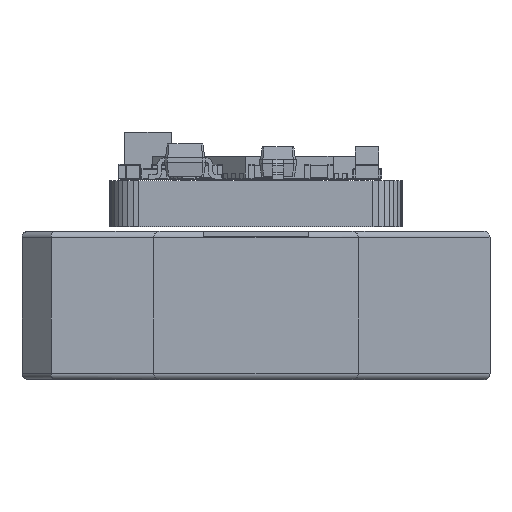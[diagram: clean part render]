
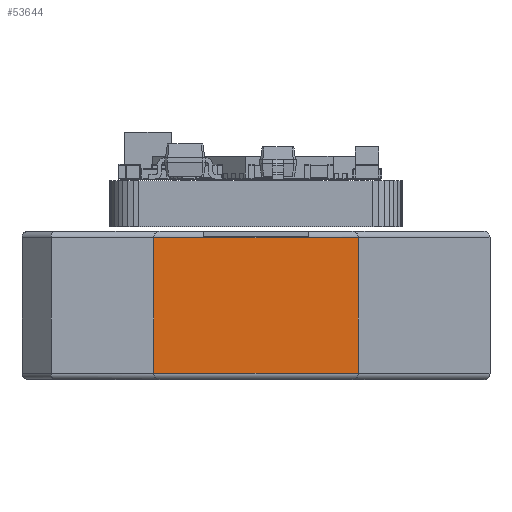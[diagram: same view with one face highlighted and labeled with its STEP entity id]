
A CAD part, front view. The second image highlights one B-rep face of the part: STEP entity #53644.
In plain terms, the highlighted face is planar.
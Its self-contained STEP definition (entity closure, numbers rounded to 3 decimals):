
#48506 = CYLINDRICAL_SURFACE('',#48507,0.22);
#48507 = AXIS2_PLACEMENT_3D('',#48508,#48509,#48510);
#48508 = CARTESIAN_POINT('',(-13.98,3.5,0.32));
#48509 = DIRECTION('',(0.,-1.,0.));
#48510 = DIRECTION('',(0.,0.,-1.));
#49249 = PLANE('',#49250);
#49250 = AXIS2_PLACEMENT_3D('',#49251,#49252,#49253);
#49251 = CARTESIAN_POINT('',(-14.2,-3.5,0.1));
#49252 = DIRECTION('',(0.,1.,0.));
#49253 = DIRECTION('',(1.,0.,0.));
#50859 = CYLINDRICAL_SURFACE('',#50860,0.22);
#50860 = AXIS2_PLACEMENT_3D('',#50861,#50862,#50863);
#50861 = CARTESIAN_POINT('',(-13.98,3.5,4.96));
#50862 = DIRECTION('',(0.,-1.,0.));
#50863 = DIRECTION('',(0.,0.,1.));
#51752 = VERTEX_POINT('',#51753);
#51753 = CARTESIAN_POINT('',(-14.2,3.5,0.32));
#51833 = PLANE('',#51834);
#51834 = AXIS2_PLACEMENT_3D('',#51835,#51836,#51837);
#51835 = CARTESIAN_POINT('',(14.2,3.5,0.1));
#51836 = DIRECTION('',(0.,-1.,0.));
#51837 = DIRECTION('',(-1.,0.,0.));
#51939 = VERTEX_POINT('',#51940);
#51940 = CARTESIAN_POINT('',(-14.2,-3.5,0.32));
#52006 = EDGE_CURVE('',#51752,#51939,#52007,.T.);
#52007 = SURFACE_CURVE('',#52008,(#52012,#52019),.PCURVE_S1.);
#52008 = LINE('',#52009,#52010);
#52009 = CARTESIAN_POINT('',(-14.2,3.5,0.32));
#52010 = VECTOR('',#52011,1.);
#52011 = DIRECTION('',(0.,-1.,0.));
#52012 = PCURVE('',#48506,#52013);
#52013 = DEFINITIONAL_REPRESENTATION('',(#52014),#52018);
#52014 = LINE('',#52015,#52016);
#52015 = CARTESIAN_POINT('',(4.712,0.));
#52016 = VECTOR('',#52017,1.);
#52017 = DIRECTION('',(0.,1.));
#52018 = ( GEOMETRIC_REPRESENTATION_CONTEXT(2) 
PARAMETRIC_REPRESENTATION_CONTEXT() REPRESENTATION_CONTEXT('2D SPACE',''
  ) );
#52019 = PCURVE('',#52020,#52025);
#52020 = PLANE('',#52021);
#52021 = AXIS2_PLACEMENT_3D('',#52022,#52023,#52024);
#52022 = CARTESIAN_POINT('',(-14.2,3.5,0.1));
#52023 = DIRECTION('',(1.,0.,0.));
#52024 = DIRECTION('',(0.,-1.,0.));
#52025 = DEFINITIONAL_REPRESENTATION('',(#52026),#52030);
#52026 = LINE('',#52027,#52028);
#52027 = CARTESIAN_POINT('',(0.,-0.22));
#52028 = VECTOR('',#52029,1.);
#52029 = DIRECTION('',(1.,0.));
#52030 = ( GEOMETRIC_REPRESENTATION_CONTEXT(2) 
PARAMETRIC_REPRESENTATION_CONTEXT() REPRESENTATION_CONTEXT('2D SPACE',''
  ) );
#52718 = EDGE_CURVE('',#51939,#52719,#52721,.T.);
#52719 = VERTEX_POINT('',#52720);
#52720 = CARTESIAN_POINT('',(-14.2,-3.5,4.96));
#52721 = SURFACE_CURVE('',#52722,(#52726,#52733),.PCURVE_S1.);
#52722 = LINE('',#52723,#52724);
#52723 = CARTESIAN_POINT('',(-14.2,-3.5,0.1));
#52724 = VECTOR('',#52725,1.);
#52725 = DIRECTION('',(0.,0.,1.));
#52726 = PCURVE('',#49249,#52727);
#52727 = DEFINITIONAL_REPRESENTATION('',(#52728),#52732);
#52728 = LINE('',#52729,#52730);
#52729 = CARTESIAN_POINT('',(0.,0.));
#52730 = VECTOR('',#52731,1.);
#52731 = DIRECTION('',(0.,-1.));
#52732 = ( GEOMETRIC_REPRESENTATION_CONTEXT(2) 
PARAMETRIC_REPRESENTATION_CONTEXT() REPRESENTATION_CONTEXT('2D SPACE',''
  ) );
#52733 = PCURVE('',#52020,#52734);
#52734 = DEFINITIONAL_REPRESENTATION('',(#52735),#52739);
#52735 = LINE('',#52736,#52737);
#52736 = CARTESIAN_POINT('',(7.,0.));
#52737 = VECTOR('',#52738,1.);
#52738 = DIRECTION('',(0.,-1.));
#52739 = ( GEOMETRIC_REPRESENTATION_CONTEXT(2) 
PARAMETRIC_REPRESENTATION_CONTEXT() REPRESENTATION_CONTEXT('2D SPACE',''
  ) );
#53248 = VERTEX_POINT('',#53249);
#53249 = CARTESIAN_POINT('',(-14.2,3.5,4.96));
#53315 = EDGE_CURVE('',#53248,#52719,#53316,.T.);
#53316 = SURFACE_CURVE('',#53317,(#53321,#53328),.PCURVE_S1.);
#53317 = LINE('',#53318,#53319);
#53318 = CARTESIAN_POINT('',(-14.2,3.5,4.96));
#53319 = VECTOR('',#53320,1.);
#53320 = DIRECTION('',(0.,-1.,0.));
#53321 = PCURVE('',#50859,#53322);
#53322 = DEFINITIONAL_REPRESENTATION('',(#53323),#53327);
#53323 = LINE('',#53324,#53325);
#53324 = CARTESIAN_POINT('',(1.571,0.));
#53325 = VECTOR('',#53326,1.);
#53326 = DIRECTION('',(0.,1.));
#53327 = ( GEOMETRIC_REPRESENTATION_CONTEXT(2) 
PARAMETRIC_REPRESENTATION_CONTEXT() REPRESENTATION_CONTEXT('2D SPACE',''
  ) );
#53328 = PCURVE('',#52020,#53329);
#53329 = DEFINITIONAL_REPRESENTATION('',(#53330),#53334);
#53330 = LINE('',#53331,#53332);
#53331 = CARTESIAN_POINT('',(0.,-4.86));
#53332 = VECTOR('',#53333,1.);
#53333 = DIRECTION('',(1.,0.));
#53334 = ( GEOMETRIC_REPRESENTATION_CONTEXT(2) 
PARAMETRIC_REPRESENTATION_CONTEXT() REPRESENTATION_CONTEXT('2D SPACE',''
  ) );
#53447 = EDGE_CURVE('',#51752,#53248,#53448,.T.);
#53448 = SURFACE_CURVE('',#53449,(#53453,#53460),.PCURVE_S1.);
#53449 = LINE('',#53450,#53451);
#53450 = CARTESIAN_POINT('',(-14.2,3.5,0.1));
#53451 = VECTOR('',#53452,1.);
#53452 = DIRECTION('',(0.,0.,1.));
#53453 = PCURVE('',#51833,#53454);
#53454 = DEFINITIONAL_REPRESENTATION('',(#53455),#53459);
#53455 = LINE('',#53456,#53457);
#53456 = CARTESIAN_POINT('',(28.4,0.));
#53457 = VECTOR('',#53458,1.);
#53458 = DIRECTION('',(0.,-1.));
#53459 = ( GEOMETRIC_REPRESENTATION_CONTEXT(2) 
PARAMETRIC_REPRESENTATION_CONTEXT() REPRESENTATION_CONTEXT('2D SPACE',''
  ) );
#53460 = PCURVE('',#52020,#53461);
#53461 = DEFINITIONAL_REPRESENTATION('',(#53462),#53466);
#53462 = LINE('',#53463,#53464);
#53463 = CARTESIAN_POINT('',(0.,0.));
#53464 = VECTOR('',#53465,1.);
#53465 = DIRECTION('',(0.,-1.));
#53466 = ( GEOMETRIC_REPRESENTATION_CONTEXT(2) 
PARAMETRIC_REPRESENTATION_CONTEXT() REPRESENTATION_CONTEXT('2D SPACE',''
  ) );
#53644 = ADVANCED_FACE('',(#53645),#52020,.F.);
#53645 = FACE_BOUND('',#53646,.F.);
#53646 = EDGE_LOOP('',(#53647,#53648,#53649,#53650));
#53647 = ORIENTED_EDGE('',*,*,#53447,.T.);
#53648 = ORIENTED_EDGE('',*,*,#53315,.T.);
#53649 = ORIENTED_EDGE('',*,*,#52718,.F.);
#53650 = ORIENTED_EDGE('',*,*,#52006,.F.);
